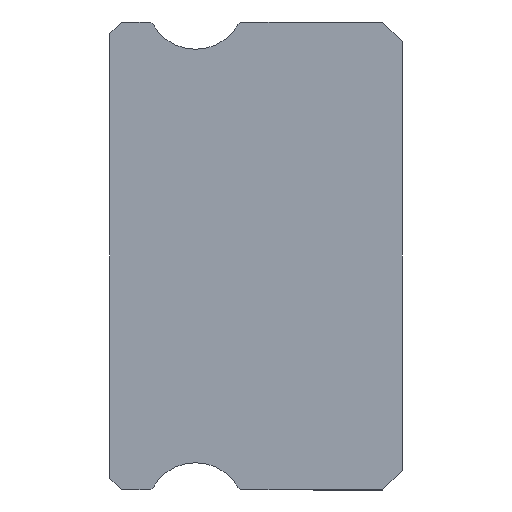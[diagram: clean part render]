
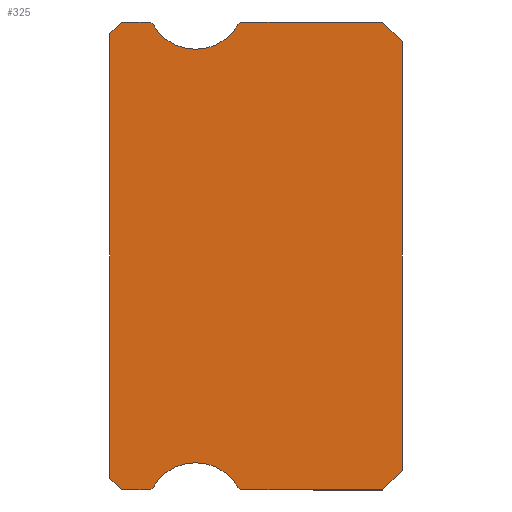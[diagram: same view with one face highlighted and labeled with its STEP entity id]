
A CAD part, left-side view. The second image highlights one B-rep face of the part: STEP entity #325.
In plain terms, the highlighted planar face has unit normal (-1, 0, 0).
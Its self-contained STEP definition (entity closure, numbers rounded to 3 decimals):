
#17 = EDGE_CURVE ( 'NONE', #106, #281, #2438, .T. ) ;
#35 = AXIS2_PLACEMENT_3D ( 'NONE', #4989, #2755, #4286 ) ;
#40 = LINE ( 'NONE', #1893, #4895 ) ;
#47 = CARTESIAN_POINT ( 'NONE',  ( -7.5, 5.3, -6.55 ) ) ;
#69 = CARTESIAN_POINT ( 'NONE',  ( -7.5, 6.512, 6. ) ) ;
#106 = VERTEX_POINT ( 'NONE', #2858 ) ;
#133 = AXIS2_PLACEMENT_3D ( 'NONE', #47, #2751, #840 ) ;
#221 = LINE ( 'NONE', #244, #4624 ) ;
#244 = CARTESIAN_POINT ( 'NONE',  ( -7.5, 6.512, 6. ) ) ;
#249 = VECTOR ( 'NONE', #418, 1000. ) ;
#281 = VERTEX_POINT ( 'NONE', #4455 ) ;
#293 = CARTESIAN_POINT ( 'NONE',  ( -7.5, 6.512, 5.85 ) ) ;
#325 = ADVANCED_FACE ( 'NONE', ( #4105 ), #657, .F. ) ;
#375 = EDGE_CURVE ( 'NONE', #1992, #1032, #1159, .T. ) ;
#418 = DIRECTION ( 'NONE',  ( 0., -0.707, -0.707 ) ) ;
#595 = VERTEX_POINT ( 'NONE', #3440 ) ;
#657 = PLANE ( 'NONE',  #3231 ) ;
#683 = CARTESIAN_POINT ( 'NONE',  ( -7.5, 5.3, 6.55 ) ) ;
#693 = CIRCLE ( 'NONE', #1435, 0.15 ) ;
#796 = ORIENTED_EDGE ( 'NONE', *, *, #375, .F. ) ;
#815 = ORIENTED_EDGE ( 'NONE', *, *, #4303, .T. ) ;
#829 = DIRECTION ( 'NONE',  ( 0., 0.707, -0.707 ) ) ;
#840 = DIRECTION ( 'NONE',  ( 0., 0., -1. ) ) ;
#861 = EDGE_CURVE ( 'NONE', #1032, #595, #4484, .T. ) ;
#870 = CARTESIAN_POINT ( 'NONE',  ( -7.5, 7.2, 6. ) ) ;
#874 = CIRCLE ( 'NONE', #133, 1.25 ) ;
#903 = VECTOR ( 'NONE', #3324, 1000. ) ;
#948 = ORIENTED_EDGE ( 'NONE', *, *, #3993, .F. ) ;
#1032 = VERTEX_POINT ( 'NONE', #3480 ) ;
#1066 = EDGE_CURVE ( 'NONE', #3145, #2917, #3820, .T. ) ;
#1092 = DIRECTION ( 'NONE',  ( 0., 0., -1. ) ) ;
#1159 = LINE ( 'NONE', #4981, #3954 ) ;
#1169 = CARTESIAN_POINT ( 'NONE',  ( -7.5, 4.088, 6. ) ) ;
#1180 = VERTEX_POINT ( 'NONE', #4730 ) ;
#1239 = ORIENTED_EDGE ( 'NONE', *, *, #17, .F. ) ;
#1299 = DIRECTION ( 'NONE',  ( 1., 0., 0. ) ) ;
#1304 = DIRECTION ( 'NONE',  ( 1., 0., 0. ) ) ;
#1389 = DIRECTION ( 'NONE',  ( 0., 0., 1. ) ) ;
#1404 = VECTOR ( 'NONE', #4425, 1000. ) ;
#1435 = AXIS2_PLACEMENT_3D ( 'NONE', #3141, #1299, #4379 ) ;
#1453 = EDGE_CURVE ( 'NONE', #3145, #4692, #3654, .T. ) ;
#1478 = ORIENTED_EDGE ( 'NONE', *, *, #4557, .F. ) ;
#1548 = CARTESIAN_POINT ( 'NONE',  ( -7.5, 6.512, -6. ) ) ;
#1638 = VERTEX_POINT ( 'NONE', #870 ) ;
#1669 = CIRCLE ( 'NONE', #4872, 0.15 ) ;
#1732 = DIRECTION ( 'NONE',  ( 0., 0., -1. ) ) ;
#1893 = CARTESIAN_POINT ( 'NONE',  ( -7.5, 7.2, 6. ) ) ;
#1939 = VERTEX_POINT ( 'NONE', #1169 ) ;
#1964 = CARTESIAN_POINT ( 'NONE',  ( -7.5, 7.5, 5.7 ) ) ;
#1987 = ORIENTED_EDGE ( 'NONE', *, *, #2424, .F. ) ;
#1992 = VERTEX_POINT ( 'NONE', #3920 ) ;
#2181 = DIRECTION ( 'NONE',  ( -1., 0., 0. ) ) ;
#2184 = CIRCLE ( 'NONE', #4992, 0.15 ) ;
#2223 = DIRECTION ( 'NONE',  ( 0., -1., 0. ) ) ;
#2286 = ORIENTED_EDGE ( 'NONE', *, *, #2477, .F. ) ;
#2352 = VERTEX_POINT ( 'NONE', #4611 ) ;
#2401 = VERTEX_POINT ( 'NONE', #3413 ) ;
#2424 = EDGE_CURVE ( 'NONE', #3983, #4927, #3735, .T. ) ;
#2438 = CIRCLE ( 'NONE', #3875, 1.25 ) ;
#2451 = CARTESIAN_POINT ( 'NONE',  ( -7.5, 4.088, 5.85 ) ) ;
#2477 = EDGE_CURVE ( 'NONE', #2401, #1939, #1669, .T. ) ;
#2527 = VECTOR ( 'NONE', #4883, 1000. ) ;
#2538 = CARTESIAN_POINT ( 'NONE',  ( -7.5, 5.3, 6.55 ) ) ;
#2564 = EDGE_CURVE ( 'NONE', #1939, #4034, #221, .T. ) ;
#2575 = CARTESIAN_POINT ( 'NONE',  ( -7.5, 4.088, -5.85 ) ) ;
#2613 = CARTESIAN_POINT ( 'NONE',  ( -7.5, 6.512, -6. ) ) ;
#2618 = LINE ( 'NONE', #3692, #1404 ) ;
#2619 = DIRECTION ( 'NONE',  ( 0., 0., -1. ) ) ;
#2693 = DIRECTION ( 'NONE',  ( 0., -1., 0. ) ) ;
#2751 = DIRECTION ( 'NONE',  ( -1., 0., 0. ) ) ;
#2755 = DIRECTION ( 'NONE',  ( 1., 0., 0. ) ) ;
#2834 = VECTOR ( 'NONE', #1389, 1000. ) ;
#2839 = VECTOR ( 'NONE', #2693, 1000. ) ;
#2858 = CARTESIAN_POINT ( 'NONE',  ( -7.5, 6.383, 5.925 ) ) ;
#2860 = EDGE_CURVE ( 'NONE', #3811, #106, #693, .T. ) ;
#2917 = VERTEX_POINT ( 'NONE', #3639 ) ;
#2939 = CARTESIAN_POINT ( 'NONE',  ( -7.5, 0.5, 6. ) ) ;
#2943 = DIRECTION ( 'NONE',  ( -1., 0., 0. ) ) ;
#2987 = EDGE_CURVE ( 'NONE', #595, #2352, #2184, .T. ) ;
#3004 = EDGE_CURVE ( 'NONE', #1992, #1180, #2618, .T. ) ;
#3014 = CARTESIAN_POINT ( 'NONE',  ( -7.5, 6.512, -6. ) ) ;
#3046 = EDGE_LOOP ( 'NONE', ( #4722, #4323, #3515, #815, #1987, #4414, #3759, #3939, #796, #4757, #1478, #4567, #2286, #948, #1239, #3542, #3428 ) ) ;
#3053 = EDGE_CURVE ( 'NONE', #3811, #1638, #40, .T. ) ;
#3141 = CARTESIAN_POINT ( 'NONE',  ( -7.5, 6.512, 5.85 ) ) ;
#3145 = VERTEX_POINT ( 'NONE', #3381 ) ;
#3197 = LINE ( 'NONE', #3593, #4970 ) ;
#3231 = AXIS2_PLACEMENT_3D ( 'NONE', #293, #4526, #2619 ) ;
#3276 = CARTESIAN_POINT ( 'NONE',  ( -7.5, 7.5, 5.85 ) ) ;
#3324 = DIRECTION ( 'NONE',  ( 0., 1., 0. ) ) ;
#3335 = DIRECTION ( 'NONE',  ( 0., 0., -1. ) ) ;
#3381 = CARTESIAN_POINT ( 'NONE',  ( -7.5, 7.5, -5.7 ) ) ;
#3413 = CARTESIAN_POINT ( 'NONE',  ( -7.5, 4.217, 5.925 ) ) ;
#3428 = ORIENTED_EDGE ( 'NONE', *, *, #3053, .T. ) ;
#3440 = CARTESIAN_POINT ( 'NONE',  ( -7.5, 4.088, -6. ) ) ;
#3449 = DIRECTION ( 'NONE',  ( 0., 1., 0. ) ) ;
#3480 = CARTESIAN_POINT ( 'NONE',  ( -7.5, 0.5, -6. ) ) ;
#3504 = CARTESIAN_POINT ( 'NONE',  ( -7.5, 7.2, -6. ) ) ;
#3515 = ORIENTED_EDGE ( 'NONE', *, *, #1066, .T. ) ;
#3542 = ORIENTED_EDGE ( 'NONE', *, *, #2860, .F. ) ;
#3593 = CARTESIAN_POINT ( 'NONE',  ( -7.5, 7.5, 5.7 ) ) ;
#3638 = LINE ( 'NONE', #2939, #2527 ) ;
#3639 = CARTESIAN_POINT ( 'NONE',  ( -7.5, 7.2, -6. ) ) ;
#3654 = LINE ( 'NONE', #3276, #2834 ) ;
#3666 = DIRECTION ( 'NONE',  ( 1., 0., 0. ) ) ;
#3692 = CARTESIAN_POINT ( 'NONE',  ( -7.5, 0., 5.5 ) ) ;
#3735 = CIRCLE ( 'NONE', #35, 0.15 ) ;
#3759 = ORIENTED_EDGE ( 'NONE', *, *, #2987, .F. ) ;
#3807 = EDGE_CURVE ( 'NONE', #2352, #3983, #874, .T. ) ;
#3811 = VERTEX_POINT ( 'NONE', #69 ) ;
#3820 = LINE ( 'NONE', #3504, #249 ) ;
#3837 = AXIS2_PLACEMENT_3D ( 'NONE', #683, #2943, #4483 ) ;
#3875 = AXIS2_PLACEMENT_3D ( 'NONE', #2538, #2181, #3335 ) ;
#3900 = EDGE_CURVE ( 'NONE', #1638, #4692, #3197, .T. ) ;
#3920 = CARTESIAN_POINT ( 'NONE',  ( -7.5, 0., -5.5 ) ) ;
#3939 = ORIENTED_EDGE ( 'NONE', *, *, #861, .F. ) ;
#3954 = VECTOR ( 'NONE', #829, 1000. ) ;
#3983 = VERTEX_POINT ( 'NONE', #4887 ) ;
#3993 = EDGE_CURVE ( 'NONE', #281, #2401, #4090, .T. ) ;
#4031 = DIRECTION ( 'NONE',  ( 0., 0.707, -0.707 ) ) ;
#4034 = VERTEX_POINT ( 'NONE', #4938 ) ;
#4090 = CIRCLE ( 'NONE', #3837, 1.25 ) ;
#4105 = FACE_OUTER_BOUND ( 'NONE', #3046, .T. ) ;
#4278 = LINE ( 'NONE', #1548, #2839 ) ;
#4286 = DIRECTION ( 'NONE',  ( 0., 0., -1. ) ) ;
#4303 = EDGE_CURVE ( 'NONE', #2917, #4927, #4278, .T. ) ;
#4323 = ORIENTED_EDGE ( 'NONE', *, *, #1453, .F. ) ;
#4379 = DIRECTION ( 'NONE',  ( 0., 0., -1. ) ) ;
#4414 = ORIENTED_EDGE ( 'NONE', *, *, #3807, .F. ) ;
#4425 = DIRECTION ( 'NONE',  ( 0., 0., 1. ) ) ;
#4455 = CARTESIAN_POINT ( 'NONE',  ( -7.5, 5.3, 5.3 ) ) ;
#4483 = DIRECTION ( 'NONE',  ( 0., 0., -1. ) ) ;
#4484 = LINE ( 'NONE', #3014, #903 ) ;
#4526 = DIRECTION ( 'NONE',  ( 1., 0., 0. ) ) ;
#4557 = EDGE_CURVE ( 'NONE', #4034, #1180, #3638, .T. ) ;
#4567 = ORIENTED_EDGE ( 'NONE', *, *, #2564, .F. ) ;
#4611 = CARTESIAN_POINT ( 'NONE',  ( -7.5, 4.217, -5.925 ) ) ;
#4624 = VECTOR ( 'NONE', #2223, 1000. ) ;
#4692 = VERTEX_POINT ( 'NONE', #1964 ) ;
#4722 = ORIENTED_EDGE ( 'NONE', *, *, #3900, .T. ) ;
#4730 = CARTESIAN_POINT ( 'NONE',  ( -7.5, 0., 5.5 ) ) ;
#4757 = ORIENTED_EDGE ( 'NONE', *, *, #3004, .T. ) ;
#4872 = AXIS2_PLACEMENT_3D ( 'NONE', #2451, #1304, #1732 ) ;
#4883 = DIRECTION ( 'NONE',  ( 0., -0.707, -0.707 ) ) ;
#4887 = CARTESIAN_POINT ( 'NONE',  ( -7.5, 6.383, -5.925 ) ) ;
#4895 = VECTOR ( 'NONE', #3449, 1000. ) ;
#4927 = VERTEX_POINT ( 'NONE', #2613 ) ;
#4938 = CARTESIAN_POINT ( 'NONE',  ( -7.5, 0.5, 6. ) ) ;
#4970 = VECTOR ( 'NONE', #4031, 1000. ) ;
#4981 = CARTESIAN_POINT ( 'NONE',  ( -7.5, 0., -5.5 ) ) ;
#4989 = CARTESIAN_POINT ( 'NONE',  ( -7.5, 6.512, -5.85 ) ) ;
#4992 = AXIS2_PLACEMENT_3D ( 'NONE', #2575, #3666, #1092 ) ;
